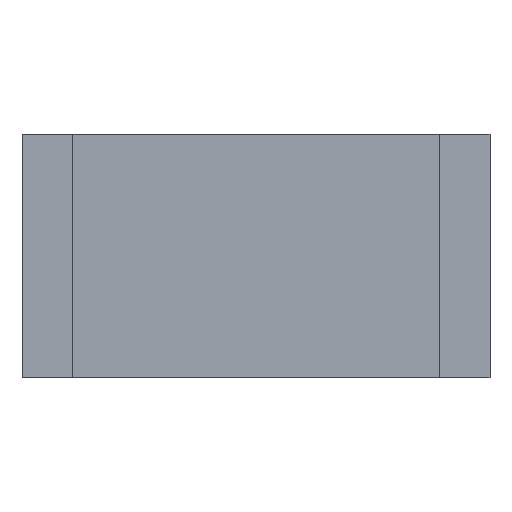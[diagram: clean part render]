
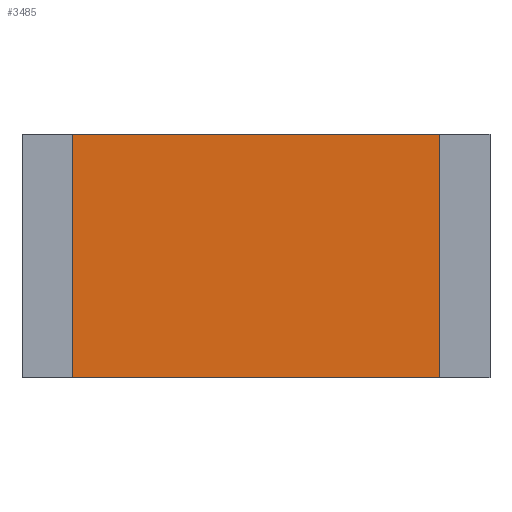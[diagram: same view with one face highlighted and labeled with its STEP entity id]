
A CAD part, front view. The second image highlights one B-rep face of the part: STEP entity #3485.
In plain terms, the highlighted planar face has unit normal (0, -1, 0).
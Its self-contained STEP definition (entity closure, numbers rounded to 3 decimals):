
#5 = CARTESIAN_POINT ( 'NONE',  ( 0., 0., -3.35 ) ) ;
#126 = VERTEX_POINT ( 'NONE', #2247 ) ;
#345 = VECTOR ( 'NONE', #2407, 1000. ) ;
#566 = EDGE_CURVE ( 'NONE', #3052, #126, #2595, .T. ) ;
#582 = LINE ( 'NONE', #1145, #3167 ) ;
#588 = ORIENTED_EDGE ( 'NONE', *, *, #1444, .F. ) ;
#598 = LINE ( 'NONE', #2748, #1430 ) ;
#643 = VERTEX_POINT ( 'NONE', #1352 ) ;
#728 = EDGE_CURVE ( 'NONE', #126, #2987, #582, .T. ) ;
#980 = ORIENTED_EDGE ( 'NONE', *, *, #3244, .F. ) ;
#1019 = FACE_OUTER_BOUND ( 'NONE', #2538, .T. ) ;
#1030 = LINE ( 'NONE', #2694, #2116 ) ;
#1063 = CARTESIAN_POINT ( 'NONE',  ( 6.284, 0., 0. ) ) ;
#1145 = CARTESIAN_POINT ( 'NONE',  ( 6.284, 0., -3.35 ) ) ;
#1352 = CARTESIAN_POINT ( 'NONE',  ( 0., 0., 0. ) ) ;
#1430 = VECTOR ( 'NONE', #3293, 1000. ) ;
#1444 = EDGE_CURVE ( 'NONE', #3052, #643, #1030, .T. ) ;
#1555 = ORIENTED_EDGE ( 'NONE', *, *, #728, .T. ) ;
#1560 = ORIENTED_EDGE ( 'NONE', *, *, #566, .T. ) ;
#1874 = AXIS2_PLACEMENT_3D ( 'NONE', #2358, #3442, #2109 ) ;
#2109 = DIRECTION ( 'NONE',  ( 0., 0., -1. ) ) ;
#2116 = VECTOR ( 'NONE', #2912, 1000. ) ;
#2247 = CARTESIAN_POINT ( 'NONE',  ( 6.284, 0., -3.35 ) ) ;
#2358 = CARTESIAN_POINT ( 'NONE',  ( 0., 0., -3.35 ) ) ;
#2407 = DIRECTION ( 'NONE',  ( 1., 0., 0. ) ) ;
#2479 = PLANE ( 'NONE',  #1874 ) ;
#2538 = EDGE_LOOP ( 'NONE', ( #980, #588, #1560, #1555 ) ) ;
#2595 = LINE ( 'NONE', #3248, #345 ) ;
#2694 = CARTESIAN_POINT ( 'NONE',  ( 0., 0., -3.35 ) ) ;
#2748 = CARTESIAN_POINT ( 'NONE',  ( 0., 0., 0. ) ) ;
#2912 = DIRECTION ( 'NONE',  ( 0., 0., 1. ) ) ;
#2987 = VERTEX_POINT ( 'NONE', #1063 ) ;
#3052 = VERTEX_POINT ( 'NONE', #5 ) ;
#3167 = VECTOR ( 'NONE', #3324, 1000. ) ;
#3244 = EDGE_CURVE ( 'NONE', #643, #2987, #598, .T. ) ;
#3248 = CARTESIAN_POINT ( 'NONE',  ( 0., 0., -3.35 ) ) ;
#3293 = DIRECTION ( 'NONE',  ( 1., 0., 0. ) ) ;
#3324 = DIRECTION ( 'NONE',  ( 0., 0., 1. ) ) ;
#3442 = DIRECTION ( 'NONE',  ( 0., -1., 0. ) ) ;
#3485 = ADVANCED_FACE ( 'NONE', ( #1019 ), #2479, .T. ) ;
